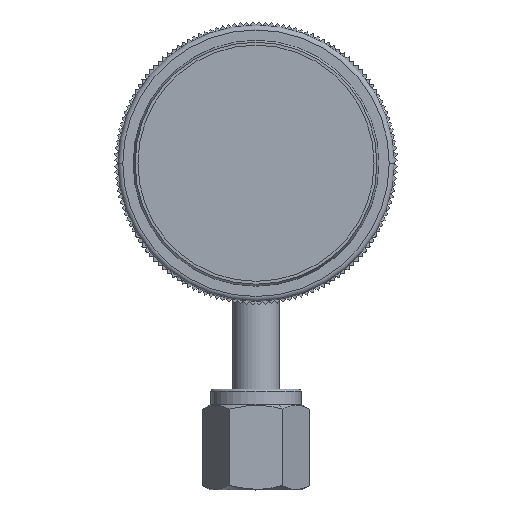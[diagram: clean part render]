
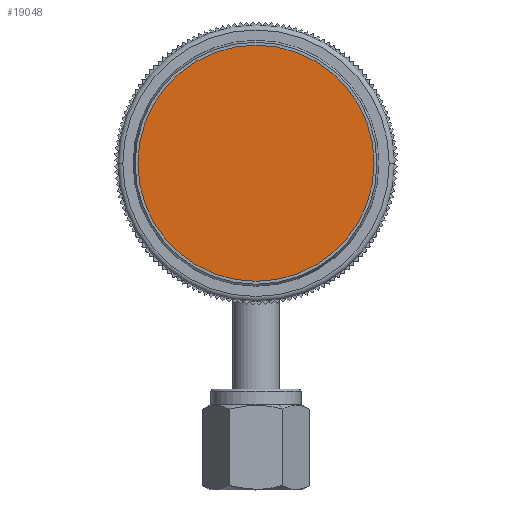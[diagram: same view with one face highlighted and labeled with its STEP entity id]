
A CAD part, top view. The second image highlights one B-rep face of the part: STEP entity #19048.
In plain terms, the highlighted planar face has unit normal (0, 0, 1).
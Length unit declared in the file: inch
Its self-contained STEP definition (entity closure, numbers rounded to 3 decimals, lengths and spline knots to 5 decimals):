
#8418=CARTESIAN_POINT('',(0.,0.,0.70866));
#8419=DIRECTION('',(0.,0.,1.));
#8420=DIRECTION('',(-1.,0.,0.));
#8421=AXIS2_PLACEMENT_3D('',#8418,#8419,#8420);
#8427=CARTESIAN_POINT('',(0.,0.,0.70866));
#8428=DIRECTION('',(0.,0.,-1.));
#8429=DIRECTION('',(-1.,0.,0.));
#8430=AXIS2_PLACEMENT_3D('',#8427,#8428,#8429);
#9759=CARTESIAN_POINT('',(-0.95079,0.,0.70866));
#9760=CARTESIAN_POINT('',(0.95079,0.,0.70866));
#9761=VERTEX_POINT('',#9759);
#9762=VERTEX_POINT('',#9760);
#19039=CARTESIAN_POINT('',(0.,0.,0.70866));
#19040=DIRECTION('',(0.,0.,1.));
#19041=DIRECTION('',(-1.,0.,0.));
#19042=AXIS2_PLACEMENT_3D('',#19039,#19040,#19041);
#19043=PLANE('',#19042);
#19044=ORIENTED_EDGE('',*,*,#19033,.T.);
#19045=ORIENTED_EDGE('',*,*,#19019,.F.);
#19046=EDGE_LOOP('',(#19044,#19045));
#19047=FACE_OUTER_BOUND('',#19046,.F.);
#19048=ADVANCED_FACE('',(#19047),#19043,.T.);
#8422=CIRCLE('',#8421,0.95079);
#8431=CIRCLE('',#8430,0.95079);
#19019=EDGE_CURVE('',#9761,#9762,#8422,.T.);
#19033=EDGE_CURVE('',#9761,#9762,#8431,.T.);
